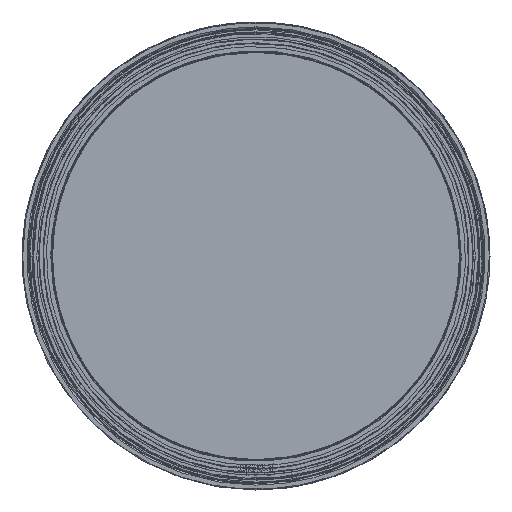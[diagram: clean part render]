
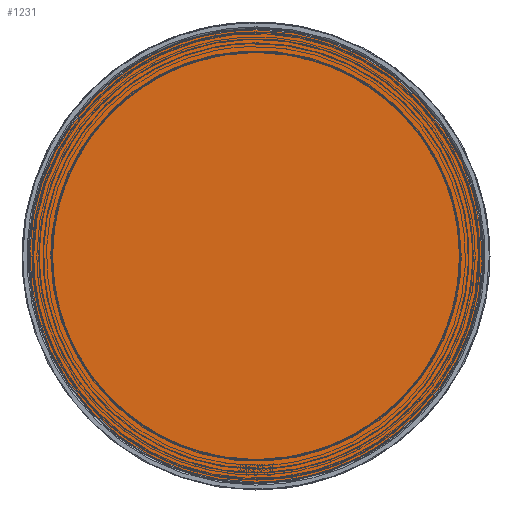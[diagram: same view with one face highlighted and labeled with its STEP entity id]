
A CAD part, front view. The second image highlights one B-rep face of the part: STEP entity #1231.
In plain terms, the highlighted planar face has unit normal (0, -1, 0).
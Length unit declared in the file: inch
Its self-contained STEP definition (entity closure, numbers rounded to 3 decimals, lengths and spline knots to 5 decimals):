
#1231=ADVANCED_FACE('',(#2465),#18669,.T.);
#2465=FACE_OUTER_BOUND('',#3835,.T.);
#3835=EDGE_LOOP('',(#8262,#8263));
#8262=ORIENTED_EDGE('',*,*,#12165,.F.);
#8263=ORIENTED_EDGE('',*,*,#12212,.F.);
#12165=EDGE_CURVE('',#17390,#17391,#15743,.T.);
#12212=EDGE_CURVE('',#17391,#17390,#15769,.T.);
#15743=(
BOUNDED_CURVE()
B_SPLINE_CURVE(3,(#35778,#35779,#35780,#35781),.UNSPECIFIED.,.F.,.F.)
B_SPLINE_CURVE_WITH_KNOTS((4,4),(0.,21.87411),.UNSPECIFIED.)
CURVE()
GEOMETRIC_REPRESENTATION_ITEM()
RATIONAL_B_SPLINE_CURVE((1.,0.333,0.333,1.))
REPRESENTATION_ITEM('')
);
#15769=(
BOUNDED_CURVE()
B_SPLINE_CURVE(3,(#35913,#35914,#35915,#35916),.UNSPECIFIED.,.F.,.F.)
B_SPLINE_CURVE_WITH_KNOTS((4,4),(0.,21.87411),.UNSPECIFIED.)
CURVE()
GEOMETRIC_REPRESENTATION_ITEM()
RATIONAL_B_SPLINE_CURVE((1.,0.333,0.333,1.))
REPRESENTATION_ITEM('')
);
#17390=VERTEX_POINT('',#35663);
#17391=VERTEX_POINT('',#35664);
#18669=PLANE('',#21521);
#21521=AXIS2_PLACEMENT_3D('',#35004,#22357,$);
#22357=DIRECTION('',(0.,-1.,0.));
#35004=CARTESIAN_POINT('',(-8.7225,0.,-4.36185));
#35663=CARTESIAN_POINT('',(0.,0.,-3.63388));
#35664=CARTESIAN_POINT('',(0.,0.,
3.63388));
#35778=CARTESIAN_POINT('',(0.,0.,-3.63388));
#35779=CARTESIAN_POINT('',(-7.26775,0.,-3.63388));
#35780=CARTESIAN_POINT('',(-7.26775,0.,3.63388));
#35781=CARTESIAN_POINT('',(0.,0.,
3.63388));
#35913=CARTESIAN_POINT('',(0.,0.,
3.63388));
#35914=CARTESIAN_POINT('',(7.26775,0.,3.63388));
#35915=CARTESIAN_POINT('',(7.26775,0.,-3.63388));
#35916=CARTESIAN_POINT('',(0.,0.,-3.63388));
